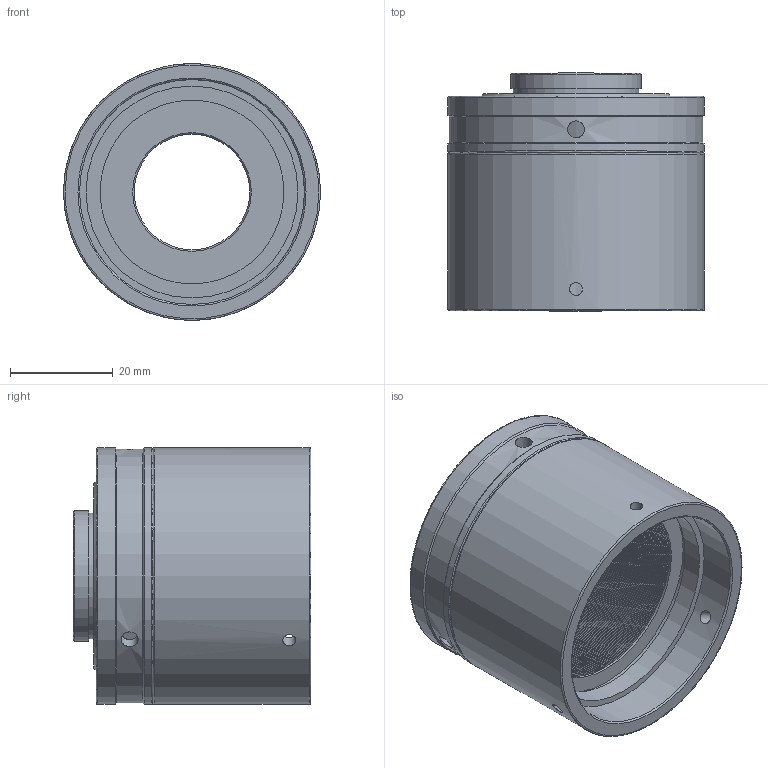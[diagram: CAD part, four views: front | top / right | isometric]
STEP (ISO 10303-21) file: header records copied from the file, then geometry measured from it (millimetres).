
FILE_DESCRIPTION (( 'STEP AP203' ), '1' );
FILE_NAME ('693038.STEP', '2025-12-22T02:15:01', ( 'Windows User' ), ( 'P R C' ), 'SwSTEP 2.0', 'SolidWorks 2020', '' );
FILE_SCHEMA (( 'CONFIG_CONTROL_DESIGN' ));
Length unit declared in the file: millimetre
Products named in the file (3): 693038蛌諉芠; 693038C諉諳; 693038
Assembly tree (2 placements, depth 2):
  693038
    693038C諉諳
    693038蛌諉芠
Bounding box: 50 x 46.27 x 50 mm (x, y, z)
Volume: 34075.9 mm3; surface area: 22045.1 mm2
Topology: 2 solids, 2 shells, 153 faces, 264 edges, 175 vertices
Faces by surface type: plane 65, cone 62, cylinder 21, bspline 5
Full cylindrical faces by diameter (mm): 2.5 x3, 3.3 x3, 22.5 x1, 24.4 x1, 25.4 x1, 35.8 x2, 41.25 x1, 42.25 x1, 42.8 x2, 43.8 x1, 44 x1, 49.4 x1, 50 x3
Entity records: 4298 total; most frequent: CARTESIAN_POINT 1367, DIRECTION 590, ORIENTED_EDGE 328, EDGE_LOOP 318, AXIS2_PLACEMENT_3D 295, FACE_OUTER_BOUND 179, EDGE_CURVE 164, VERTEX_POINT 164
